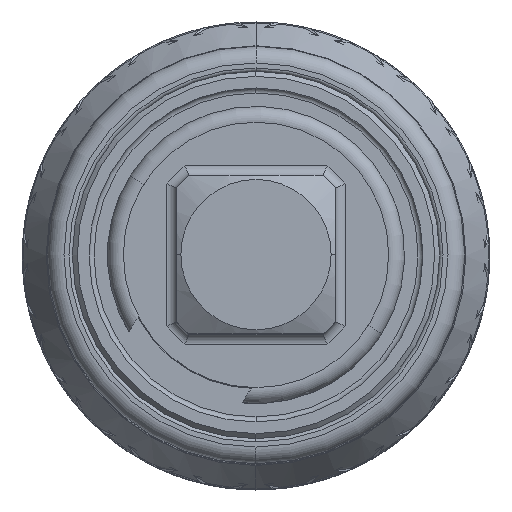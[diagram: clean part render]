
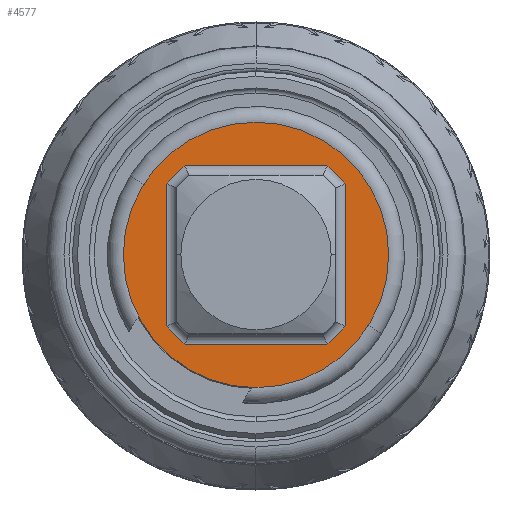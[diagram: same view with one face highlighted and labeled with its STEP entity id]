
A CAD part, top view. The second image highlights one B-rep face of the part: STEP entity #4577.
In plain terms, the highlighted planar face has unit normal (0, 0, 1).
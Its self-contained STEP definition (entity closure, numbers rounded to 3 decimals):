
#2920=CARTESIAN_POINT('',(0.,0.,74.374));
#2921=DIRECTION('',(0.,0.,-1.));
#2922=DIRECTION('',(-1.,0.,0.));
#2923=AXIS2_PLACEMENT_3D('',#2920,#2921,#2922);
#3026=CARTESIAN_POINT('',(0.,0.,74.374));
#3027=DIRECTION('',(0.,0.,-1.));
#3028=DIRECTION('',(1.,0.,0.));
#3029=AXIS2_PLACEMENT_3D('',#3026,#3027,#3028);
#3197=CARTESIAN_POINT('',(0.,0.,74.374));
#3198=DIRECTION('',(0.,0.,1.));
#3199=DIRECTION('',(-0.784,-0.621,0.));
#3200=AXIS2_PLACEMENT_3D('',#3197,#3198,#3199);
#3202=DIRECTION('',(1.,0.,0.));
#3203=VECTOR('',#3202,8.48);
#3204=CARTESIAN_POINT('',(-4.24,-5.348,
74.374));
#3205=LINE('',#3204,#3203);
#3206=CARTESIAN_POINT('',(0.,0.,74.374));
#3207=DIRECTION('',(0.,0.,1.));
#3208=DIRECTION('',(0.621,-0.784,0.));
#3209=AXIS2_PLACEMENT_3D('',#3206,#3207,#3208);
#3211=DIRECTION('',(0.,1.,0.));
#3212=VECTOR('',#3211,8.48);
#3213=CARTESIAN_POINT('',(5.348,-4.24,74.374));
#3214=LINE('',#3213,#3212);
#3215=CARTESIAN_POINT('',(0.,0.,74.374));
#3216=DIRECTION('',(0.,0.,1.));
#3217=DIRECTION('',(0.784,0.621,0.));
#3218=AXIS2_PLACEMENT_3D('',#3215,#3216,#3217);
#3220=DIRECTION('',(-1.,0.,0.));
#3221=VECTOR('',#3220,8.48);
#3222=CARTESIAN_POINT('',(4.24,5.348,74.374));
#3223=LINE('',#3222,#3221);
#3224=CARTESIAN_POINT('',(0.,0.,74.374));
#3225=DIRECTION('',(0.,0.,1.));
#3226=DIRECTION('',(-0.621,0.784,0.));
#3227=AXIS2_PLACEMENT_3D('',#3224,#3225,#3226);
#3229=DIRECTION('',(0.,-1.,0.));
#3230=VECTOR('',#3229,8.48);
#3231=CARTESIAN_POINT('',(-5.348,4.24,74.374));
#3232=LINE('',#3231,#3230);
#4249=CARTESIAN_POINT('',(-7.947,0.,
74.374));
#4250=CARTESIAN_POINT('',(7.947,0.,
74.374));
#4251=VERTEX_POINT('',#4249);
#4252=VERTEX_POINT('',#4250);
#4253=CARTESIAN_POINT('',(-5.348,-4.24,
74.374));
#4254=CARTESIAN_POINT('',(-4.24,-5.348,
74.374));
#4255=VERTEX_POINT('',#4253);
#4256=VERTEX_POINT('',#4254);
#4257=CARTESIAN_POINT('',(4.24,-5.348,74.374));
#4258=VERTEX_POINT('',#4257);
#4259=CARTESIAN_POINT('',(5.348,-4.24,74.374));
#4260=VERTEX_POINT('',#4259);
#4261=CARTESIAN_POINT('',(5.348,4.24,74.374));
#4262=VERTEX_POINT('',#4261);
#4263=CARTESIAN_POINT('',(4.24,5.348,74.374));
#4264=VERTEX_POINT('',#4263);
#4265=CARTESIAN_POINT('',(-4.24,5.348,74.374));
#4266=VERTEX_POINT('',#4265);
#4267=CARTESIAN_POINT('',(-5.348,4.24,74.374));
#4268=VERTEX_POINT('',#4267);
#4550=CARTESIAN_POINT('',(0.,0.,74.374));
#4551=DIRECTION('',(0.,0.,1.));
#4552=DIRECTION('',(0.,1.,0.));
#4553=AXIS2_PLACEMENT_3D('',#4550,#4551,#4552);
#4554=PLANE('',#4553);
#4555=ORIENTED_EDGE('',*,*,#4361,.T.);
#4556=ORIENTED_EDGE('',*,*,#4449,.T.);
#4557=EDGE_LOOP('',(#4555,#4556));
#4558=FACE_OUTER_BOUND('',#4557,.F.);
#4560=ORIENTED_EDGE('',*,*,#4559,.T.);
#4562=ORIENTED_EDGE('',*,*,#4561,.T.);
#4564=ORIENTED_EDGE('',*,*,#4563,.T.);
#4566=ORIENTED_EDGE('',*,*,#4565,.T.);
#4568=ORIENTED_EDGE('',*,*,#4567,.T.);
#4570=ORIENTED_EDGE('',*,*,#4569,.T.);
#4572=ORIENTED_EDGE('',*,*,#4571,.T.);
#4574=ORIENTED_EDGE('',*,*,#4573,.T.);
#4575=EDGE_LOOP('',(#4560,#4562,#4564,#4566,#4568,#4570,#4572,#4574));
#4576=FACE_BOUND('',#4575,.F.);
#4577=ADVANCED_FACE('',(#4558,#4576),#4554,.T.);
#2924=CIRCLE('',#2923,7.947);
#3030=CIRCLE('',#3029,7.947);
#3201=CIRCLE('',#3200,6.825);
#3210=CIRCLE('',#3209,6.825);
#3219=CIRCLE('',#3218,6.825);
#3228=CIRCLE('',#3227,6.825);
#4361=EDGE_CURVE('',#4251,#4252,#2924,.T.);
#4449=EDGE_CURVE('',#4252,#4251,#3030,.T.);
#4559=EDGE_CURVE('',#4255,#4256,#3201,.T.);
#4561=EDGE_CURVE('',#4256,#4258,#3205,.T.);
#4563=EDGE_CURVE('',#4258,#4260,#3210,.T.);
#4565=EDGE_CURVE('',#4260,#4262,#3214,.T.);
#4567=EDGE_CURVE('',#4262,#4264,#3219,.T.);
#4569=EDGE_CURVE('',#4264,#4266,#3223,.T.);
#4571=EDGE_CURVE('',#4266,#4268,#3228,.T.);
#4573=EDGE_CURVE('',#4268,#4255,#3232,.T.);
